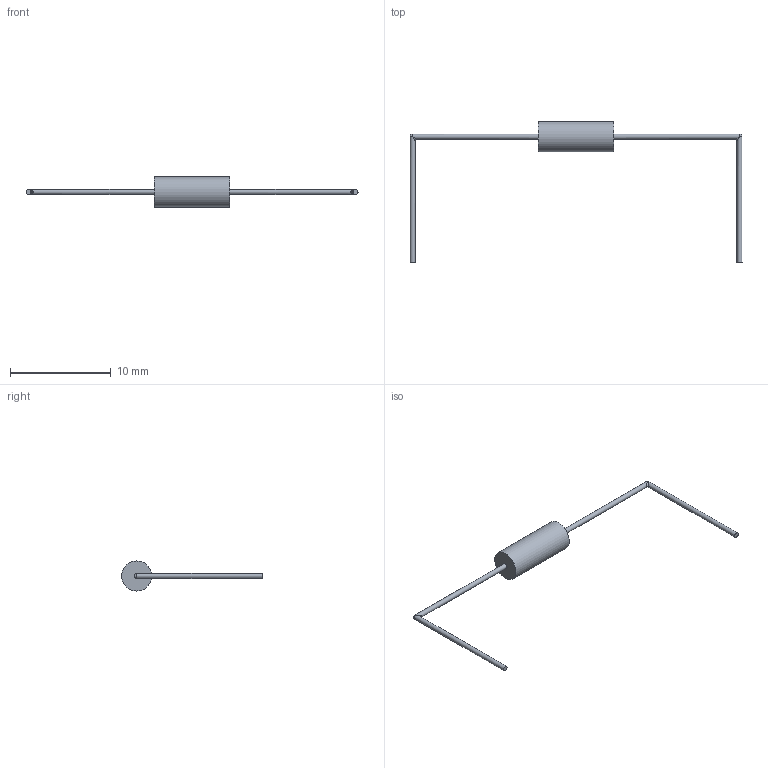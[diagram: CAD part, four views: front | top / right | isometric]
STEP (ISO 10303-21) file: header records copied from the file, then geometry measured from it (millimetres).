
FILE_DESCRIPTION(/* description */ (''),/* implementation_level */ '2;1');
FILE_NAME(/* name */ '',/* time_stamp */ '2023-12-19T20:18:06+02:00',/* author */ ('XoTTaBbl4'),/* organization */ (''),/* preprocessor_version */ 'ST-DEVELOPER v19.2',/* originating_system */ 'Autodesk Inventor 2024',/* authorisation */ '');
FILE_SCHEMA (('AUTOMOTIVE_DESIGN { 1 0 10303 214 3 1 1 }'));
Length unit declared in the file: millimetre
Products named in the file (1): Деталь2
Bounding box: 33 x 14 x 3 mm (x, y, z)
Volume: 62.8 mm3; surface area: 163.3 mm2
Topology: 1 solids, 1 shells, 13 faces, 31 edges, 15 vertices
Faces by surface type: cylinder 5, bspline 4, plane 4
Full cylindrical faces by diameter (mm): 0.5 x4, 3 x1
Entity records: 500 total; most frequent: CARTESIAN_POINT 186, DIRECTION 61, ORIENTED_EDGE 42, AXIS2_PLACEMENT_3D 28, EDGE_CURVE 21, EDGE_LOOP 15, FACE_OUTER_BOUND 13, ADVANCED_FACE 13
